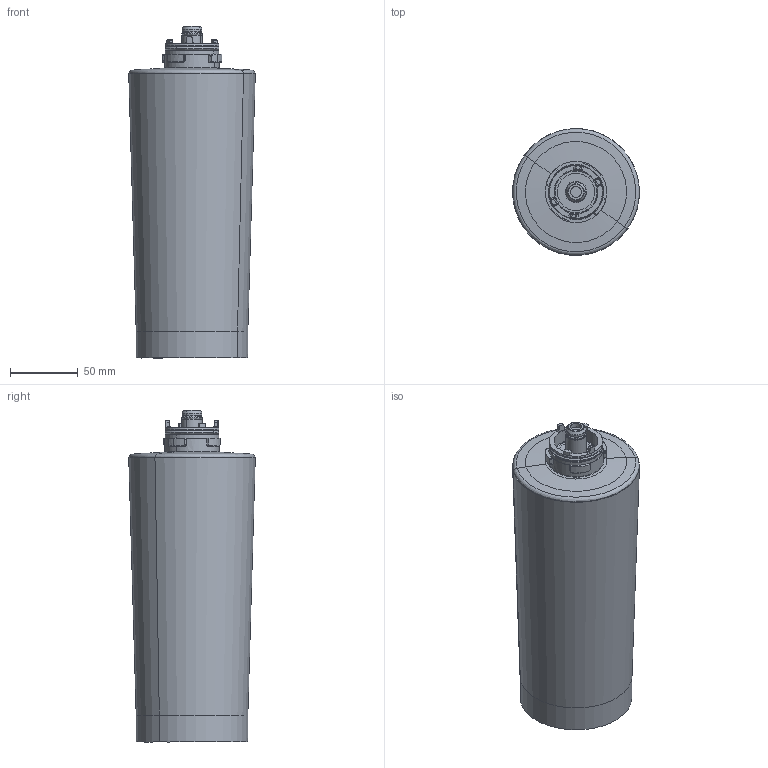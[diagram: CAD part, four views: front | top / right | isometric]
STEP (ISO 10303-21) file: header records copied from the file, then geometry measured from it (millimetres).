
FILE_DESCRIPTION(('CAx-IF Rec.Pracs.---Model Styling and Organization---1.2---2011-12-15','CAx-IF Rec.Pracs.---Geometric and Assembly Validation Properties---4.1---2014-06-16','CAx-IF Rec.Pracs.---PMI Polyline Presentation---2.0---2013-05-24'),'2;1');
FILE_NAME('1000153202_PPA_000.stp','2021-05-11T14:09:41+02:00',(''),(''),'STEP Interface 4.3 by CT CoreTechnologie','3D_Evolution4.3 by CT CoreTechnologie','');
FILE_SCHEMA(('AP203_CONFIGURATION_CONTROLLED_3D_DESIGN_OF_MECHANICAL_PARTS_AND_ASSEMBLIES_MIM_LF'));
Length unit declared in the file: millimetre
Products named in the file (1): P_2 HG 2in1 POU Filter 1000153202_PPA_000_A0
Bounding box: 93.74 x 93.74 x 245.95 mm (x, y, z)
Volume: 1297611.5 mm3; surface area: 79797.4 mm2
Topology: 1 solids, 1 shells, 285 faces, 674 edges, 401 vertices
Faces by surface type: bspline 180, cylinder 60, plane 45
Entity records: 13976 total; most frequent: CARTESIAN_POINT 4859, ORIENTED_EDGE 1344, DIRECTION 1244, EDGE_CURVE 672, AXIS2_PLACEMENT_3D 518, CIRCLE 412, VERTEX_POINT 401, EDGE_LOOP 297
